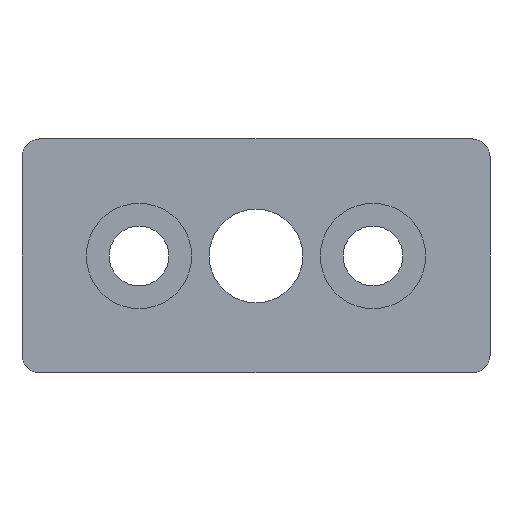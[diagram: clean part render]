
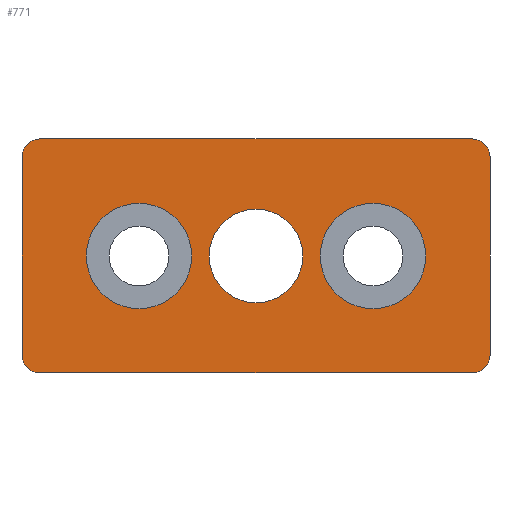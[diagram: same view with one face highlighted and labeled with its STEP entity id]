
A CAD part, front view. The second image highlights one B-rep face of the part: STEP entity #771.
In plain terms, the highlighted planar face has unit normal (0, -1, 0).
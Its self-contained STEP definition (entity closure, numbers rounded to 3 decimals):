
#2 = ORIENTED_EDGE ( 'NONE', *, *, #554, .F. ) ;
#14 = VECTOR ( 'NONE', #744, 1000. ) ;
#17 = ORIENTED_EDGE ( 'NONE', *, *, #478, .T. ) ;
#48 = ORIENTED_EDGE ( 'NONE', *, *, #412, .T. ) ;
#55 = AXIS2_PLACEMENT_3D ( 'NONE', #244, #241, #237 ) ;
#57 = VECTOR ( 'NONE', #496, 1000. ) ;
#69 = CARTESIAN_POINT ( 'NONE',  ( 14.5, -1.6, 10. ) ) ;
#78 = VERTEX_POINT ( 'NONE', #727 ) ;
#87 = CIRCLE ( 'NONE', #173, 4.5 ) ;
#93 = AXIS2_PLACEMENT_3D ( 'NONE', #415, #401, #400 ) ;
#109 = VERTEX_POINT ( 'NONE', #473 ) ;
#137 = CARTESIAN_POINT ( 'NONE',  ( 18.5, -1.6, 20. ) ) ;
#154 = ORIENTED_EDGE ( 'NONE', *, *, #678, .F. ) ;
#155 = CARTESIAN_POINT ( 'NONE',  ( 18.5, -1.6, 0. ) ) ;
#161 = CARTESIAN_POINT ( 'NONE',  ( -5.5, -1.6, 10. ) ) ;
#165 = EDGE_CURVE ( 'NONE', #359, #328, #775, .T. ) ;
#173 = AXIS2_PLACEMENT_3D ( 'NONE', #502, #501, #498 ) ;
#175 = CARTESIAN_POINT ( 'NONE',  ( 4., -1.6, 10. ) ) ;
#178 = CARTESIAN_POINT ( 'NONE',  ( 20., -1.6, 1.5 ) ) ;
#181 = EDGE_LOOP ( 'NONE', ( #468, #2 ) ) ;
#198 = VERTEX_POINT ( 'NONE', #1027 ) ;
#209 = FACE_BOUND ( 'NONE', #408, .T. ) ;
#210 = CIRCLE ( 'NONE', #477, 1.5 ) ;
#212 = EDGE_LOOP ( 'NONE', ( #445, #216 ) ) ;
#214 = ORIENTED_EDGE ( 'NONE', *, *, #749, .T. ) ;
#216 = ORIENTED_EDGE ( 'NONE', *, *, #591, .F. ) ;
#237 = DIRECTION ( 'NONE',  ( 1., 0., 0. ) ) ;
#241 = DIRECTION ( 'NONE',  ( 0., -1., 0. ) ) ;
#242 = AXIS2_PLACEMENT_3D ( 'NONE', #571, #570, #567 ) ;
#244 = CARTESIAN_POINT ( 'NONE',  ( -10., -1.6, 10. ) ) ;
#247 = CIRCLE ( 'NONE', #317, 4. ) ;
#270 = AXIS2_PLACEMENT_3D ( 'NONE', #621, #620, #615 ) ;
#286 = LINE ( 'NONE', #504, #57 ) ;
#303 = AXIS2_PLACEMENT_3D ( 'NONE', #695, #694, #690 ) ;
#317 = AXIS2_PLACEMENT_3D ( 'NONE', #739, #736, #729 ) ;
#328 = VERTEX_POINT ( 'NONE', #137 ) ;
#333 = VERTEX_POINT ( 'NONE', #733 ) ;
#358 = ORIENTED_EDGE ( 'NONE', *, *, #435, .T. ) ;
#359 = VERTEX_POINT ( 'NONE', #898 ) ;
#361 = CARTESIAN_POINT ( 'NONE',  ( -14.5, -1.6, 10. ) ) ;
#363 = DIRECTION ( 'NONE',  ( 0., 0., -1. ) ) ;
#372 = CARTESIAN_POINT ( 'NONE',  ( -20., -1.6, 1.5 ) ) ;
#378 = AXIS2_PLACEMENT_3D ( 'NONE', #778, #776, #774 ) ;
#381 = ORIENTED_EDGE ( 'NONE', *, *, #165, .T. ) ;
#399 = AXIS2_PLACEMENT_3D ( 'NONE', #711, #709, #705 ) ;
#400 = DIRECTION ( 'NONE',  ( -1., 0., 0. ) ) ;
#401 = DIRECTION ( 'NONE',  ( 0., 1., 0. ) ) ;
#403 = PLANE ( 'NONE',  #93 ) ;
#408 = EDGE_LOOP ( 'NONE', ( #880, #17 ) ) ;
#412 = EDGE_CURVE ( 'NONE', #832, #109, #210, .T. ) ;
#415 = CARTESIAN_POINT ( 'NONE',  ( 20., -1.6, 20. ) ) ;
#418 = DIRECTION ( 'NONE',  ( 1., 0., 0. ) ) ;
#420 = CIRCLE ( 'NONE', #270, 4.5 ) ;
#422 = CARTESIAN_POINT ( 'NONE',  ( -20., -1.6, 20. ) ) ;
#424 = CARTESIAN_POINT ( 'NONE',  ( 20., -1.6, 0. ) ) ;
#433 = CARTESIAN_POINT ( 'NONE',  ( -18.5, -1.6, 20. ) ) ;
#435 = EDGE_CURVE ( 'NONE', #737, #333, #505, .T. ) ;
#436 = FACE_OUTER_BOUND ( 'NONE', #1006, .T. ) ;
#445 = ORIENTED_EDGE ( 'NONE', *, *, #893, .F. ) ;
#457 = EDGE_CURVE ( 'NONE', #78, #964, #247, .T. ) ;
#463 = FACE_BOUND ( 'NONE', #181, .T. ) ;
#468 = ORIENTED_EDGE ( 'NONE', *, *, #661, .F. ) ;
#472 = EDGE_CURVE ( 'NONE', #359, #945, #922, .T. ) ;
#473 = CARTESIAN_POINT ( 'NONE',  ( -18.5, -1.6, 0. ) ) ;
#477 = AXIS2_PLACEMENT_3D ( 'NONE', #853, #858, #809 ) ;
#478 = EDGE_CURVE ( 'NONE', #964, #78, #758, .T. ) ;
#496 = DIRECTION ( 'NONE',  ( 1., 0., 0. ) ) ;
#498 = DIRECTION ( 'NONE',  ( 1., 0., 0. ) ) ;
#500 = EDGE_CURVE ( 'NONE', #975, #945, #876, .T. ) ;
#501 = DIRECTION ( 'NONE',  ( 0., -1., 0. ) ) ;
#502 = CARTESIAN_POINT ( 'NONE',  ( 10., -1.6, 10. ) ) ;
#504 = CARTESIAN_POINT ( 'NONE',  ( 20., -1.6, 20. ) ) ;
#505 = CIRCLE ( 'NONE', #378, 1.5 ) ;
#554 = EDGE_CURVE ( 'NONE', #198, #1022, #420, .T. ) ;
#563 = ORIENTED_EDGE ( 'NONE', *, *, #822, .T. ) ;
#567 = DIRECTION ( 'NONE',  ( 1., 0., 0. ) ) ;
#570 = DIRECTION ( 'NONE',  ( 0., -1., 0. ) ) ;
#571 = CARTESIAN_POINT ( 'NONE',  ( -10., -1.6, 10. ) ) ;
#591 = EDGE_CURVE ( 'NONE', #843, #956, #969, .T. ) ;
#615 = DIRECTION ( 'NONE',  ( 1., 0., 0. ) ) ;
#616 = ORIENTED_EDGE ( 'NONE', *, *, #472, .F. ) ;
#620 = DIRECTION ( 'NONE',  ( 0., -1., 0. ) ) ;
#621 = CARTESIAN_POINT ( 'NONE',  ( 10., -1.6, 10. ) ) ;
#659 = FACE_BOUND ( 'NONE', #212, .T. ) ;
#661 = EDGE_CURVE ( 'NONE', #1022, #198, #87, .T. ) ;
#678 = EDGE_CURVE ( 'NONE', #737, #328, #286, .T. ) ;
#690 = DIRECTION ( 'NONE',  ( -1., 0., 0. ) ) ;
#694 = DIRECTION ( 'NONE',  ( 0., -1., 0. ) ) ;
#695 = CARTESIAN_POINT ( 'NONE',  ( 18.5, -1.6, 1.5 ) ) ;
#705 = DIRECTION ( 'NONE',  ( -1., 0., 0. ) ) ;
#709 = DIRECTION ( 'NONE',  ( 0., 1., 0. ) ) ;
#711 = CARTESIAN_POINT ( 'NONE',  ( 0., -1.6, 10. ) ) ;
#727 = CARTESIAN_POINT ( 'NONE',  ( -4., -1.6, 10. ) ) ;
#729 = DIRECTION ( 'NONE',  ( -1., 0., 0. ) ) ;
#733 = CARTESIAN_POINT ( 'NONE',  ( -20., -1.6, 18.5 ) ) ;
#736 = DIRECTION ( 'NONE',  ( 0., 1., 0. ) ) ;
#737 = VERTEX_POINT ( 'NONE', #433 ) ;
#739 = CARTESIAN_POINT ( 'NONE',  ( 0., -1.6, 10. ) ) ;
#744 = DIRECTION ( 'NONE',  ( 0., 0., -1. ) ) ;
#749 = EDGE_CURVE ( 'NONE', #109, #975, #1030, .T. ) ;
#758 = CIRCLE ( 'NONE', #399, 4. ) ;
#761 = CARTESIAN_POINT ( 'NONE',  ( 20., -1.6, 20. ) ) ;
#771 = ADVANCED_FACE ( 'NONE', ( #209, #659, #463, #436 ), #403, .F. ) ;
#774 = DIRECTION ( 'NONE',  ( -1., 0., 0. ) ) ;
#775 = CIRCLE ( 'NONE', #797, 1.5 ) ;
#776 = DIRECTION ( 'NONE',  ( 0., -1., 0. ) ) ;
#778 = CARTESIAN_POINT ( 'NONE',  ( -18.5, -1.6, 18.5 ) ) ;
#797 = AXIS2_PLACEMENT_3D ( 'NONE', #837, #845, #993 ) ;
#809 = DIRECTION ( 'NONE',  ( -1., 0., 0. ) ) ;
#822 = EDGE_CURVE ( 'NONE', #333, #832, #850, .T. ) ;
#829 = ORIENTED_EDGE ( 'NONE', *, *, #500, .T. ) ;
#832 = VERTEX_POINT ( 'NONE', #372 ) ;
#837 = CARTESIAN_POINT ( 'NONE',  ( 18.5, -1.6, 18.5 ) ) ;
#843 = VERTEX_POINT ( 'NONE', #361 ) ;
#845 = DIRECTION ( 'NONE',  ( 0., -1., 0. ) ) ;
#850 = LINE ( 'NONE', #422, #994 ) ;
#853 = CARTESIAN_POINT ( 'NONE',  ( -18.5, -1.6, 1.5 ) ) ;
#858 = DIRECTION ( 'NONE',  ( 0., -1., 0. ) ) ;
#868 = VECTOR ( 'NONE', #418, 1000. ) ;
#876 = CIRCLE ( 'NONE', #303, 1.5 ) ;
#880 = ORIENTED_EDGE ( 'NONE', *, *, #457, .T. ) ;
#893 = EDGE_CURVE ( 'NONE', #956, #843, #940, .T. ) ;
#898 = CARTESIAN_POINT ( 'NONE',  ( 20., -1.6, 18.5 ) ) ;
#922 = LINE ( 'NONE', #761, #14 ) ;
#940 = CIRCLE ( 'NONE', #55, 4.5 ) ;
#945 = VERTEX_POINT ( 'NONE', #178 ) ;
#956 = VERTEX_POINT ( 'NONE', #161 ) ;
#964 = VERTEX_POINT ( 'NONE', #175 ) ;
#969 = CIRCLE ( 'NONE', #242, 4.5 ) ;
#975 = VERTEX_POINT ( 'NONE', #155 ) ;
#993 = DIRECTION ( 'NONE',  ( -1., 0., 0. ) ) ;
#994 = VECTOR ( 'NONE', #363, 1000. ) ;
#1006 = EDGE_LOOP ( 'NONE', ( #214, #829, #616, #381, #154, #358, #563, #48 ) ) ;
#1022 = VERTEX_POINT ( 'NONE', #69 ) ;
#1027 = CARTESIAN_POINT ( 'NONE',  ( 5.5, -1.6, 10. ) ) ;
#1030 = LINE ( 'NONE', #424, #868 ) ;
